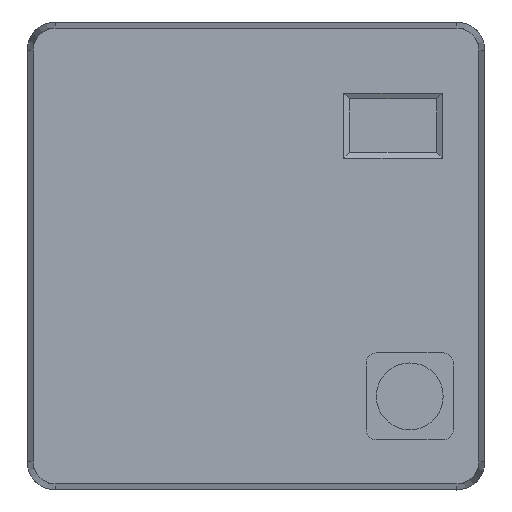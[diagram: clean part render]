
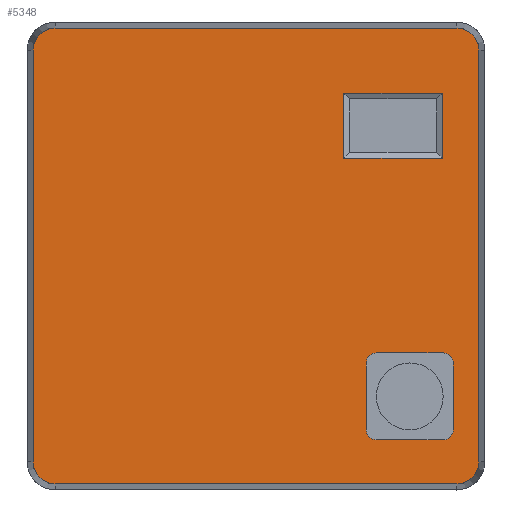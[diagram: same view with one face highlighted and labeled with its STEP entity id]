
A CAD part, front view. The second image highlights one B-rep face of the part: STEP entity #5348.
In plain terms, the highlighted planar face has unit normal (0, -1, 0).
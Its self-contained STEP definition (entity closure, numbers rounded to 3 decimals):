
#5022=CARTESIAN_POINT('POINT309',(16.931,-50.038,
   -15.646));
#5023=VERTEX_POINT('VERTEX309',#5022);
#5026=CARTESIAN_POINT('POINT310',(15.265,-50.038,
   -17.312));
#5027=VERTEX_POINT('VERTEX310',#5026);
#5028=CARTESIAN_POINT('POS572',(15.265,-50.038,
   -15.646));
#5029=DIRECTION('DIR765',(0.,1.,
   0.));
#5030=DIRECTION('DIR766',(0.,0.,
   -1.));
#5031=AXIS2_PLACEMENT_3D('AXIS194',#5028,#5029,#5030);
#5032=CIRCLE('ELLIPSE47',#5031,1.665);
#5033=EDGE_CURVE('EDGE460',#5023,#5027,#5032,.T.);
#5046=CARTESIAN_POINT('POINT311',(-15.265,-50.038,
   -17.312));
#5047=VERTEX_POINT('VERTEX311',#5046);
#5048=CARTESIAN_POINT('POS574',(-15.265,-50.038,
   -17.312));
#5049=DIRECTION('DIR768',(-1.,0.,0.));
#5050=VECTOR('VEC380',#5049,25.4);
#5051=LINE('STRAIGHT380',#5048,#5050);
#5052=EDGE_CURVE('EDGE462',#5027,#5047,#5051,.T.);
#5061=CARTESIAN_POINT('POINT312',(-16.931,-50.038,
   -15.646));
#5062=VERTEX_POINT('VERTEX312',#5061);
#5063=CARTESIAN_POINT('POS575',(-15.265,-50.038,
   -15.646));
#5064=DIRECTION('DIR769',(0.,1.,
   0.));
#5065=DIRECTION('DIR770',(-1.,0.,
   0.));
#5066=AXIS2_PLACEMENT_3D('AXIS195',#5063,#5064,#5065);
#5067=CIRCLE('ELLIPSE48',#5066,1.665);
#5068=EDGE_CURVE('EDGE464',#5047,#5062,#5067,.T.);
#5081=CARTESIAN_POINT('POINT313',(-16.931,-50.038,
   15.646));
#5082=VERTEX_POINT('VERTEX313',#5081);
#5083=CARTESIAN_POINT('POS577',(-16.931,-50.038,
   15.646));
#5084=DIRECTION('DIR772',(0.,0.,
   1.));
#5085=VECTOR('VEC382',#5084,25.4);
#5086=LINE('STRAIGHT382',#5083,#5085);
#5087=EDGE_CURVE('EDGE466',#5062,#5082,#5086,.T.);
#5096=CARTESIAN_POINT('POINT314',(-15.265,-50.038,
   17.312));
#5097=VERTEX_POINT('VERTEX314',#5096);
#5098=CARTESIAN_POINT('POS578',(-15.265,-50.038,
   15.646));
#5099=DIRECTION('DIR773',(0.,1.,
   0.));
#5100=DIRECTION('DIR774',(0.,0.,
   1.));
#5101=AXIS2_PLACEMENT_3D('AXIS196',#5098,#5099,#5100);
#5102=CIRCLE('ELLIPSE49',#5101,1.665);
#5103=EDGE_CURVE('EDGE468',#5082,#5097,#5102,.T.);
#5116=CARTESIAN_POINT('POINT315',(15.265,-50.038,
   17.312));
#5117=VERTEX_POINT('VERTEX315',#5116);
#5118=CARTESIAN_POINT('POS580',(15.265,-50.038,
   17.312));
#5119=DIRECTION('DIR776',(1.,0.,
   0.));
#5120=VECTOR('VEC384',#5119,25.4);
#5121=LINE('STRAIGHT384',#5118,#5120);
#5122=EDGE_CURVE('EDGE470',#5097,#5117,#5121,.T.);
#5131=CARTESIAN_POINT('POINT316',(16.931,-50.038,
   15.646));
#5132=VERTEX_POINT('VERTEX316',#5131);
#5133=CARTESIAN_POINT('POS581',(15.265,-50.038,
   15.646));
#5134=DIRECTION('DIR777',(0.,1.,
   0.));
#5135=DIRECTION('DIR778',(1.,0.,
   0.));
#5136=AXIS2_PLACEMENT_3D('AXIS197',#5133,#5134,#5135);
#5137=CIRCLE('ELLIPSE50',#5136,1.665);
#5138=EDGE_CURVE('EDGE472',#5117,#5132,#5137,.T.);
#5151=CARTESIAN_POINT('POS583',(16.931,-50.038,
   -15.646));
#5152=DIRECTION('DIR780',(0.,0.,
   -1.));
#5153=VECTOR('VEC386',#5152,25.4);
#5154=LINE('STRAIGHT386',#5151,#5153);
#5155=EDGE_CURVE('EDGE474',#5132,#5023,#5154,.T.);
#5161=CARTESIAN_POINT('POINT317',(6.672,-50.038,
   7.434));
#5162=VERTEX_POINT('VERTEX317',#5161);
#5163=CARTESIAN_POINT('POINT318',(6.672,-50.038,
   12.378));
#5164=VERTEX_POINT('VERTEX318',#5163);
#5165=CARTESIAN_POINT('POS584',(6.672,-50.038,
   4.953));
#5166=DIRECTION('DIR781',(0.,0.,
   1.));
#5167=VECTOR('VEC387',#5166,25.4);
#5168=LINE('STRAIGHT387',#5165,#5167);
#5169=EDGE_CURVE('EDGE475',#5162,#5164,#5168,.T.);
#5192=CARTESIAN_POINT('POINT319',(14.156,-50.038,
   7.434));
#5193=VERTEX_POINT('VERTEX319',#5192);
#5194=CARTESIAN_POINT('POS588',(6.858,-50.038,
   7.434));
#5195=DIRECTION('DIR786',(-1.,0.,
   0.));
#5196=VECTOR('VEC390',#5195,25.4);
#5197=LINE('STRAIGHT390',#5194,#5196);
#5198=EDGE_CURVE('EDGE478',#5193,#5162,#5197,.T.);
#5216=CARTESIAN_POINT('POINT320',(14.156,-50.038,
   12.378));
#5217=VERTEX_POINT('VERTEX320',#5216);
#5218=CARTESIAN_POINT('POS591',(14.156,-50.038,
   5.969));
#5219=DIRECTION('DIR790',(0.,0.,
   -1.));
#5220=VECTOR('VEC392',#5219,25.4);
#5221=LINE('STRAIGHT392',#5218,#5220);
#5222=EDGE_CURVE('EDGE480',#5217,#5193,#5221,.T.);
#5240=CARTESIAN_POINT('POS594',(3.556,-50.038,
   12.378));
#5241=DIRECTION('DIR794',(1.,0.,
   0.));
#5242=VECTOR('VEC394',#5241,25.4);
#5243=LINE('STRAIGHT394',#5240,#5242);
#5244=EDGE_CURVE('EDGE482',#5164,#5217,#5243,.T.);
#5257=CARTESIAN_POINT('POINT321',(14.224,-50.038,
   -13.97));
#5258=VERTEX_POINT('VERTEX321',#5257);
#5259=CARTESIAN_POINT('POINT322',(9.144,-50.038,-13.97));
#5260=VERTEX_POINT('VERTEX322',#5259);
#5261=CARTESIAN_POINT('POS596',(5.842,-50.038,
   -13.97));
#5262=DIRECTION('DIR797',(-1.,0.,0.));
#5263=VECTOR('VEC395',#5262,25.4);
#5264=LINE('STRAIGHT395',#5261,#5263);
#5265=EDGE_CURVE('EDGE483',#5258,#5260,#5264,.T.);
#5266=ORIENTED_EDGE('COEDGE953',*,*,#5265,.T.);
#5267=CARTESIAN_POINT('POINT323',(8.382,-50.038,
   -13.208));
#5268=VERTEX_POINT('VERTEX323',#5267);
#5269=CARTESIAN_POINT('POS597',(9.144,-50.038,
   -13.208));
#5270=DIRECTION('DIR798',(0.,1.,
   0.));
#5271=DIRECTION('DIR799',(0.,0.,-1.));
#5272=AXIS2_PLACEMENT_3D('AXIS202',#5269,#5270,#5271);
#5273=CIRCLE('ELLIPSE51',#5272,0.762);
#5274=EDGE_CURVE('EDGE484',#5260,#5268,#5273,.T.);
#5275=ORIENTED_EDGE('COEDGE954',*,*,#5274,.T.);
#5276=CARTESIAN_POINT('POINT324',(8.382,-50.038,-8.128));
#5277=VERTEX_POINT('VERTEX324',#5276);
#5278=CARTESIAN_POINT('POS598',(8.382,-50.038,-4.064));
#5279=DIRECTION('DIR800',(0.,0.,
   1.));
#5280=VECTOR('VEC396',#5279,25.4);
#5281=LINE('STRAIGHT396',#5278,#5280);
#5282=EDGE_CURVE('EDGE485',#5268,#5277,#5281,.T.);
#5283=ORIENTED_EDGE('COEDGE955',*,*,#5282,.T.);
#5284=CARTESIAN_POINT('POINT325',(9.144,-50.038,
   -7.366));
#5285=VERTEX_POINT('VERTEX325',#5284);
#5286=CARTESIAN_POINT('POS599',(9.144,-50.038,
   -8.128));
#5287=DIRECTION('DIR801',(0.,1.,
   0.));
#5288=DIRECTION('DIR802',(-1.,0.,0.));
#5289=AXIS2_PLACEMENT_3D('AXIS203',#5286,#5287,#5288);
#5290=CIRCLE('ELLIPSE52',#5289,0.762);
#5291=EDGE_CURVE('EDGE486',#5277,#5285,#5290,.T.);
#5292=ORIENTED_EDGE('COEDGE956',*,*,#5291,.T.);
#5293=CARTESIAN_POINT('POINT326',(14.224,-50.038,-7.366))
   ;
#5294=VERTEX_POINT('VERTEX326',#5293);
#5295=CARTESIAN_POINT('POS600',(7.112,-50.038,
   -7.366));
#5296=DIRECTION('DIR803',(1.,0.,
   0.));
#5297=VECTOR('VEC397',#5296,25.4);
#5298=LINE('STRAIGHT397',#5295,#5297);
#5299=EDGE_CURVE('EDGE487',#5285,#5294,#5298,.T.);
#5300=ORIENTED_EDGE('COEDGE957',*,*,#5299,.T.);
#5301=CARTESIAN_POINT('POINT327',(14.986,-50.038,
   -8.128));
#5302=VERTEX_POINT('VERTEX327',#5301);
#5303=CARTESIAN_POINT('POS601',(14.224,-50.038,
   -8.128));
#5304=DIRECTION('DIR804',(0.,1.,
   0.));
#5305=DIRECTION('DIR805',(0.,0.,1.));
#5306=AXIS2_PLACEMENT_3D('AXIS204',#5303,#5304,#5305);
#5307=CIRCLE('ELLIPSE53',#5306,0.762);
#5308=EDGE_CURVE('EDGE488',#5294,#5302,#5307,.T.);
#5309=ORIENTED_EDGE('COEDGE958',*,*,#5308,.T.);
#5310=CARTESIAN_POINT('POINT328',(14.986,-50.038,-13.208)
   );
#5311=VERTEX_POINT('VERTEX328',#5310);
#5312=CARTESIAN_POINT('POS602',(14.986,-50.038,-6.604));
#5313=DIRECTION('DIR806',(0.,0.,-1.));
#5314=VECTOR('VEC398',#5313,25.4);
#5315=LINE('STRAIGHT398',#5312,#5314);
#5316=EDGE_CURVE('EDGE489',#5302,#5311,#5315,.T.);
#5317=ORIENTED_EDGE('COEDGE959',*,*,#5316,.T.);
#5318=CARTESIAN_POINT('POS603',(14.224,-50.038,
   -13.208));
#5319=DIRECTION('DIR807',(0.,1.,
   0.));
#5320=DIRECTION('DIR808',(1.,0.,0.));
#5321=AXIS2_PLACEMENT_3D('AXIS205',#5318,#5319,#5320);
#5322=CIRCLE('ELLIPSE54',#5321,0.762);
#5323=EDGE_CURVE('EDGE490',#5311,#5258,#5322,.T.);
#5324=ORIENTED_EDGE('COEDGE960',*,*,#5323,.T.);
#5325=EDGE_LOOP('NONE',(#5266,#5275,#5283,#5292,#5300,#5309,#5317,#5324)
   );
#5326=FACE_BOUND('LOOP1',#5325,.T.);
#5327=ORIENTED_EDGE('COEDGE961',*,*,#5244,.T.);
#5328=ORIENTED_EDGE('COEDGE962',*,*,#5222,.T.);
#5329=ORIENTED_EDGE('COEDGE963',*,*,#5198,.T.);
#5330=ORIENTED_EDGE('COEDGE964',*,*,#5169,.T.);
#5331=EDGE_LOOP('NONE',(#5327,#5328,#5329,#5330));
#5332=FACE_BOUND('LOOP1',#5331,.T.);
#5333=ORIENTED_EDGE('COEDGE965',*,*,#5155,.F.);
#5334=ORIENTED_EDGE('COEDGE966',*,*,#5138,.F.);
#5335=ORIENTED_EDGE('COEDGE967',*,*,#5122,.F.);
#5336=ORIENTED_EDGE('COEDGE968',*,*,#5103,.F.);
#5337=ORIENTED_EDGE('COEDGE969',*,*,#5087,.F.);
#5338=ORIENTED_EDGE('COEDGE970',*,*,#5068,.F.);
#5339=ORIENTED_EDGE('COEDGE971',*,*,#5052,.F.);
#5340=ORIENTED_EDGE('COEDGE972',*,*,#5033,.F.);
#5341=EDGE_LOOP('NONE',(#5333,#5334,#5335,#5336,#5337,#5338,#5339,#5340)
   );
#5342=FACE_BOUND('LOOP1',#5341,.T.);
#5343=CARTESIAN_POINT('POS604',(0.,-50.038,
   0.));
#5344=DIRECTION('DIR809',(0.,-1.,
   0.));
#5345=DIRECTION('DIR810',(1.,0.,
   0.));
#5346=AXIS2_PLACEMENT_3D('AXIS206',#5343,#5344,#5345);
#5347=PLANE('PLANE135',#5346);
#5348=ADVANCED_FACE('FACE178',(#5326,#5332,#5342),#5347,.T.);
